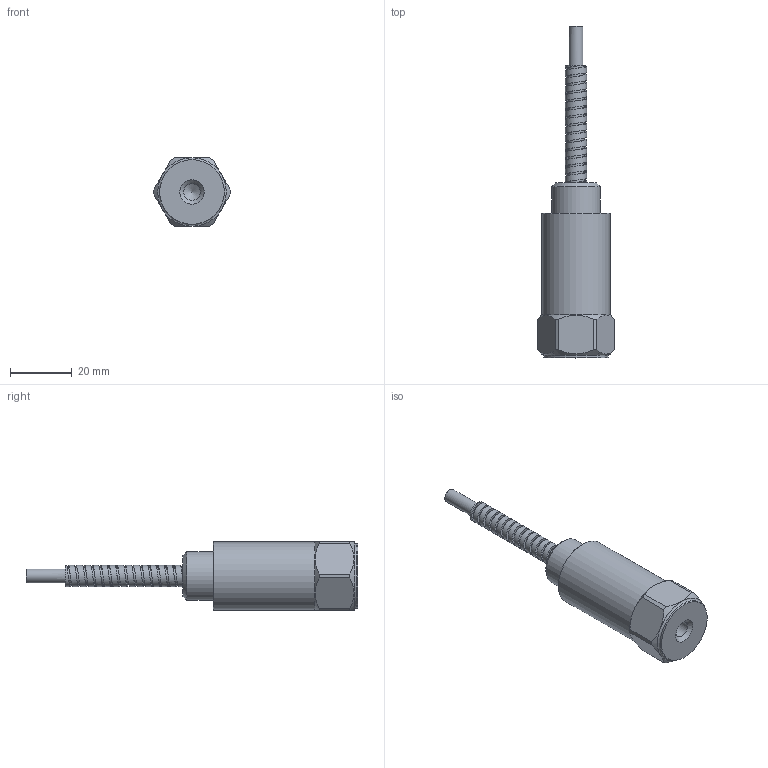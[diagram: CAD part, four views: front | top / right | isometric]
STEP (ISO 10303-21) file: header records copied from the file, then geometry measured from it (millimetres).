
FILE_DESCRIPTION(/* description */ (''),/* implementation_level */ '2;1');
FILE_NAME(/* name */ 'MASTER_TALL_TOP_EXIT_ARMOR_STANDARD.stp',/* time_stamp */ '2017-04-26T10:11:34-04:00',/* author */ ('aneininger'),/* organization */ ('CONNECTION TECHNOLOGY CENTER'),/* preprocessor_version */ 'ST-DEVELOPER v16.5',/* originating_system */ 'Autodesk Inventor 2017',/* authorisation */ '');
FILE_SCHEMA (('AUTOMOTIVE_DESIGN { 1 0 10303 214 3 1 1 }'));
Length unit declared in the file: inch
Products named in the file (1): MASTER_TALL_TOP_EXIT_ARMOR_STANDARD
Bounding box: 24.93 x 107.57 x 22.23 mm (x, y, z)
Volume: 10175.8 mm3; surface area: 10860.2 mm2
Topology: 1 solids, 1 shells, 293 faces, 621 edges, 398 vertices
Faces by surface type: plane 135, cylinder 98, bspline 31, cone 28, torus 1
Full cylindrical faces by diameter (mm): 0.127 x19, 0.203 x38, 1.27 x1, 1.413 x2, 2.89 x1, 3.302 x1, 4.039 x2, 4.496 x12, 5.359 x1, 11.43 x1, 13.335 x1, 15.875 x1, 18.821 x1, 18.923 x4, 20.955 x1, 22.047 x1
Entity records: 11271 total; most frequent: CARTESIAN_POINT 5446, DIRECTION 1109, ORIENTED_EDGE 952, EDGE_CURVE 476, AXIS2_PLACEMENT_3D 471, EDGE_LOOP 452, VERTEX_POINT 364, FACE_OUTER_BOUND 281
